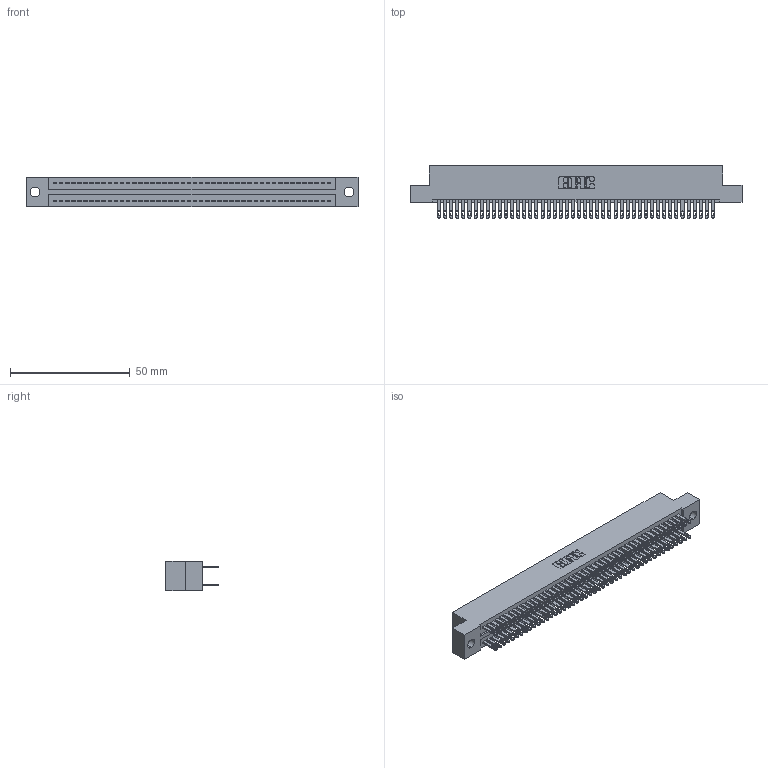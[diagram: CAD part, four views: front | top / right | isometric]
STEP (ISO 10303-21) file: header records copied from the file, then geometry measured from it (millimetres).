
FILE_DESCRIPTION (( 'STEP AP203' ), '1' );
FILE_NAME ('325-092-500-209.STEP', '2020-02-25T05:47:30', ( '' ), ( '' ), 'SwSTEP 2.0', 'SolidWorks 2016', '' );
FILE_SCHEMA (( 'CONFIG_CONTROL_DESIGN' ));
Length unit declared in the file: inch
Products named in the file (3): 325-092-500-209; 325-292-001_325-293-100; 325 Part_.160 TH
Assembly tree (93 placements, depth 2):
  325-092-500-209
    325 Part_.160 TH
    325-292-001_325-293-100  x92
Bounding box: 138.56 x 21.84 x 12.45 mm (x, y, z)
Volume: 17973.4 mm3; surface area: 22731.6 mm2
Topology: 93 solids, 93 shells, 4530 faces, 13835 edges, 9222 vertices
Faces by surface type: plane 2830, cylinder 1700
Entity records: 29009 total; most frequent: CARTESIAN_POINT 4802, ORIENTED_EDGE 4738, DIRECTION 4097, EDGE_CURVE 2369, LINE 2237, VECTOR 2237, VERTEX_POINT 1578, AXIS2_PLACEMENT_3D 930
